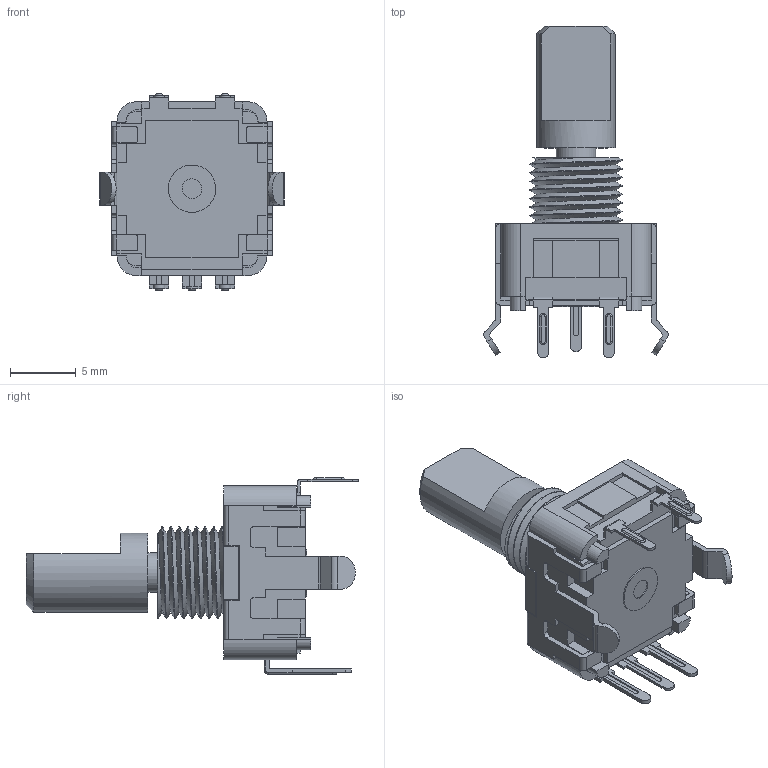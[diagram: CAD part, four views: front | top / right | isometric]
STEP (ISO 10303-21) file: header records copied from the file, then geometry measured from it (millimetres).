
FILE_DESCRIPTION(/* description */ (''),/* implementation_level */ '2;1');
FILE_NAME(/* name */ 'PEC11R_15mm.step',/* time_stamp */ '2020-11-08T21:09:39+01:00',/* author */ (''),/* organization */ (''),/* preprocessor_version */ 'ST-DEVELOPER v18.1',/* originating_system */ 'Autodesk Translation Framework v9.3.0.1241',/* authorisation */ '');
FILE_SCHEMA (('AUTOMOTIVE_DESIGN { 1 0 10303 214 3 1 1 }'));
Length unit declared in the file: millimetre
Products named in the file (1): PEC11R
Bounding box: 14 x 25.2 x 14.9 mm (x, y, z)
Volume: 1234.7 mm3; surface area: 1541.1 mm2
Topology: 1 solids, 2 shells, 418 faces, 1127 edges, 731 vertices
Faces by surface type: plane 284, cylinder 111, torus 13, bspline 7, cone 3
Full cylindrical faces by diameter (mm): 1.2 x2, 1.3 x4, 1.5 x1, 3 x1, 3.5 x1, 3.6 x1, 4.5 x1, 6 x2, 7 x7
Entity records: 15930 total; most frequent: CARTESIAN_POINT 5254, ORIENTED_EDGE 2254, DIRECTION 2144, EDGE_CURVE 1127, LINE 866, VECTOR 866, VERTEX_POINT 731, AXIS2_PLACEMENT_3D 639
